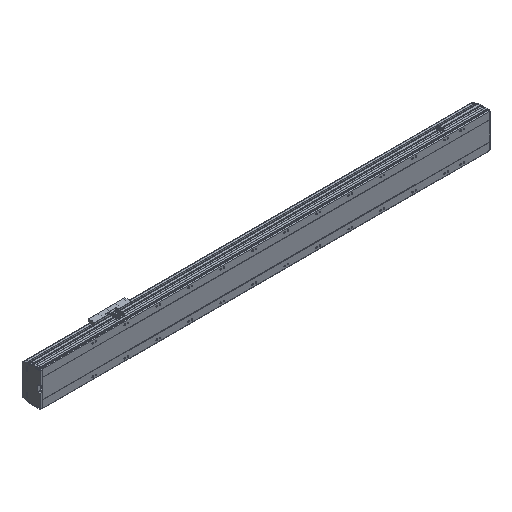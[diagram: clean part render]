
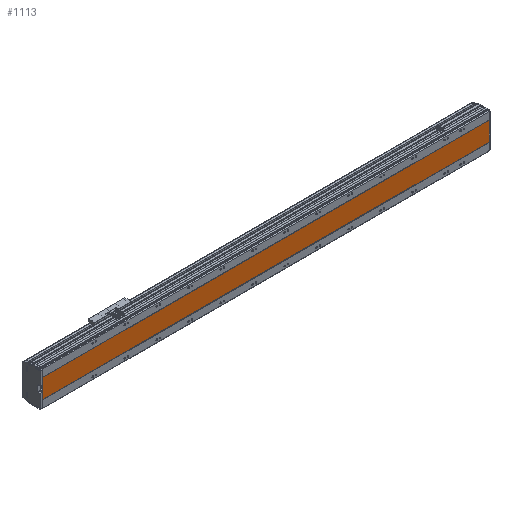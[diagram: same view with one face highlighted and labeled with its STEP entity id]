
A CAD part, isometric view. The second image highlights one B-rep face of the part: STEP entity #1113.
In plain terms, the highlighted planar face has unit normal (0, -1, 0).
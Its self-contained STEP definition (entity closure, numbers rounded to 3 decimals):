
#462 = VERTEX_POINT ( 'NONE', #20579 ) ;
#1020 = EDGE_CURVE ( 'NONE', #22175, #17949, #17726, .T. ) ;
#1113 = ADVANCED_FACE ( 'NONE', ( #9695 ), #12814, .F. ) ;
#1313 = EDGE_CURVE ( 'NONE', #17949, #462, #25540, .T. ) ;
#3810 = VECTOR ( 'NONE', #25233, 1000. ) ;
#4027 = CARTESIAN_POINT ( 'NONE',  ( 2803., 1., 60. ) ) ;
#4203 = CARTESIAN_POINT ( 'NONE',  ( 2803., 1., 60. ) ) ;
#4635 = VECTOR ( 'NONE', #16699, 1000. ) ;
#7316 = VECTOR ( 'NONE', #7724, 1000. ) ;
#7724 = DIRECTION ( 'NONE',  ( 0., 0., -1. ) ) ;
#8278 = LINE ( 'NONE', #32221, #4635 ) ;
#9695 = FACE_OUTER_BOUND ( 'NONE', #21178, .T. ) ;
#11717 = CARTESIAN_POINT ( 'NONE',  ( 2803., 1., -60. ) ) ;
#12814 = PLANE ( 'NONE',  #12993 ) ;
#12993 = AXIS2_PLACEMENT_3D ( 'NONE', #4027, #22043, #25166 ) ;
#13168 = VERTEX_POINT ( 'NONE', #11717 ) ;
#13192 = EDGE_CURVE ( 'NONE', #13168, #462, #8278, .T. ) ;
#13273 = LINE ( 'NONE', #15826, #3810 ) ;
#15826 = CARTESIAN_POINT ( 'NONE',  ( 2803., 1., 60. ) ) ;
#16134 = VECTOR ( 'NONE', #28131, 1000. ) ;
#16699 = DIRECTION ( 'NONE',  ( -1., 0., 0. ) ) ;
#17726 = LINE ( 'NONE', #4203, #16134 ) ;
#17949 = VERTEX_POINT ( 'NONE', #29570 ) ;
#20579 = CARTESIAN_POINT ( 'NONE',  ( 13., 1., -60. ) ) ;
#21178 = EDGE_LOOP ( 'NONE', ( #25979, #30641, #30303, #33621 ) ) ;
#21726 = CARTESIAN_POINT ( 'NONE',  ( 2803., 1., 60. ) ) ;
#22043 = DIRECTION ( 'NONE',  ( 0., 1., 0. ) ) ;
#22175 = VERTEX_POINT ( 'NONE', #21726 ) ;
#25166 = DIRECTION ( 'NONE',  ( 1., 0., 0. ) ) ;
#25233 = DIRECTION ( 'NONE',  ( 0., 0., -1. ) ) ;
#25540 = LINE ( 'NONE', #34607, #7316 ) ;
#25979 = ORIENTED_EDGE ( 'NONE', *, *, #1313, .T. ) ;
#28131 = DIRECTION ( 'NONE',  ( -1., 0., 0. ) ) ;
#29570 = CARTESIAN_POINT ( 'NONE',  ( 13., 1., 60. ) ) ;
#30303 = ORIENTED_EDGE ( 'NONE', *, *, #37697, .F. ) ;
#30641 = ORIENTED_EDGE ( 'NONE', *, *, #13192, .F. ) ;
#32221 = CARTESIAN_POINT ( 'NONE',  ( 2803., 1., -60. ) ) ;
#33621 = ORIENTED_EDGE ( 'NONE', *, *, #1020, .T. ) ;
#34607 = CARTESIAN_POINT ( 'NONE',  ( 13., 1., 60. ) ) ;
#37697 = EDGE_CURVE ( 'NONE', #22175, #13168, #13273, .T. ) ;
